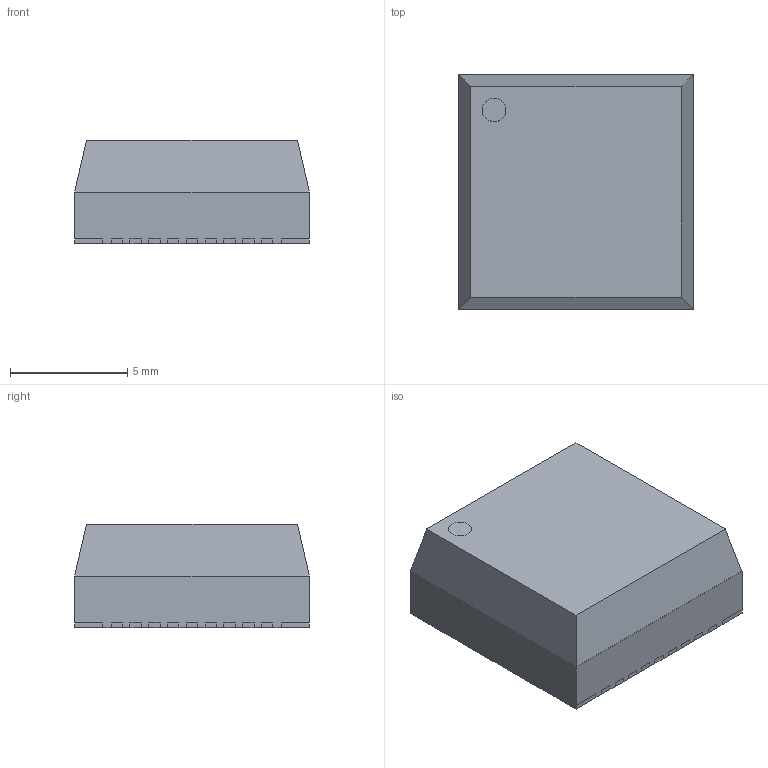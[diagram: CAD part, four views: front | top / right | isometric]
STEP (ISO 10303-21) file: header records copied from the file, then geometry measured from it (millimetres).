
FILE_DESCRIPTION(/* description */ (''),/* implementation_level */ '2;1');
FILE_NAME(/* name */ 'TEXAS_RVQ (S-PB3QFN-N42).stp',/* time_stamp */ '2015-11-19T15:00:41+01:00',/* author */ ('bcivel'),/* organization */ (''),/* preprocessor_version */ 'ST-DEVELOPER v15.5',/* originating_system */ 'AutoCAD Mechanical',/* authorisation */ '');
FILE_SCHEMA (('AUTOMOTIVE_DESIGN { 1 0 10303 214 3 1 1 }'));
Length unit declared in the file: millimetre
Products named in the file (1): Product
Bounding box: 10 x 10 x 4.4 mm (x, y, z)
Volume: 418.4 mm3; surface area: 447.8 mm2
Topology: 44 solids, 44 shells, 449 faces, 1070 edges, 712 vertices
Faces by surface type: plane 441, cylinder 8
Full cylindrical faces by diameter (mm): 1 x2
Entity records: 12694 total; most frequent: CARTESIAN_POINT 2230, ORIENTED_EDGE 2136, DIRECTION 1984, EDGE_CURVE 1068, LINE 1052, VECTOR 1052, VERTEX_POINT 712, AXIS2_PLACEMENT_3D 466
